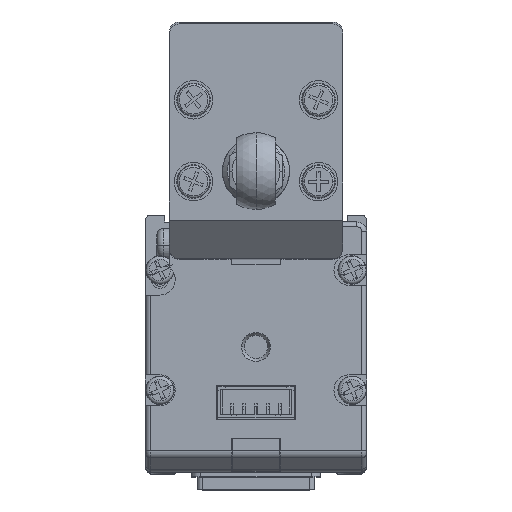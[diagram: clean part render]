
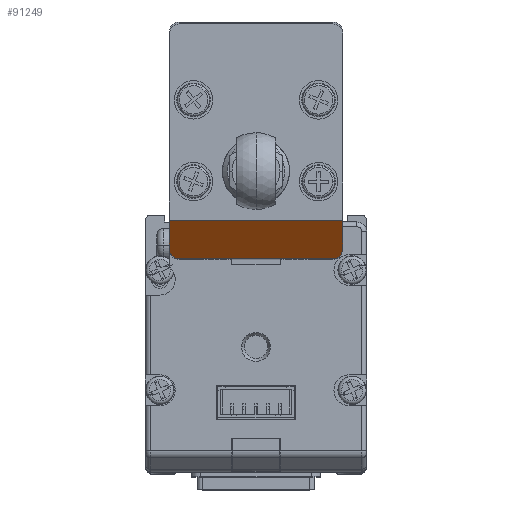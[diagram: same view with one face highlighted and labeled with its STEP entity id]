
A CAD part, top view. The second image highlights one B-rep face of the part: STEP entity #91249.
In plain terms, the highlighted face is planar.
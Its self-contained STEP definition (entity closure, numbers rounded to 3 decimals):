
#3825 = EDGE_CURVE ( 'NONE', #39945, #12664, #60577, .T. ) ;
#5925 = CARTESIAN_POINT ( 'NONE',  ( 4., -8., 126.6 ) ) ;
#6512 = ORIENTED_EDGE ( 'NONE', *, *, #72294, .T. ) ;
#12664 = VERTEX_POINT ( 'NONE', #30590 ) ;
#13374 = DIRECTION ( 'NONE',  ( -0.371, 0., 0.928 ) ) ;
#15505 =( BOUNDED_CURVE ( )  B_SPLINE_CURVE ( 3, ( #17338, #104056, #74789, #5925 ),
 .UNSPECIFIED., .F., .F. ) 
 B_SPLINE_CURVE_WITH_KNOTS ( ( 4, 4 ),
 ( 4.712, 6.283 ),
 .UNSPECIFIED. ) 
 CURVE ( )  GEOMETRIC_REPRESENTATION_ITEM ( )  RATIONAL_B_SPLINE_CURVE ( ( 1., 0.805, 0.805, 1. ) ) 
 REPRESENTATION_ITEM ( '' )  );
#17338 = CARTESIAN_POINT ( 'NONE',  ( 3., -9., 129.1 ) ) ;
#19850 = EDGE_CURVE ( 'NONE', #107361, #90801, #95130, .T. ) ;
#21151 = CARTESIAN_POINT ( 'NONE',  ( 3.586, 9., 127.636 ) ) ;
#21412 = ORIENTED_EDGE ( 'NONE', *, *, #3825, .F. ) ;
#22492 = DIRECTION ( 'NONE',  ( 0., 1., 0. ) ) ;
#25783 = VECTOR ( 'NONE', #22492, 1000. ) ;
#27714 = ORIENTED_EDGE ( 'NONE', *, *, #84879, .T. ) ;
#30590 = CARTESIAN_POINT ( 'NONE',  ( 0., -9., 136.6 ) ) ;
#31405 = CARTESIAN_POINT ( 'NONE',  ( 0., 9., 136.6 ) ) ;
#39945 = VERTEX_POINT ( 'NONE', #53408 ) ;
#41831 = VECTOR ( 'NONE', #13374, 1000. ) ;
#44993 = DIRECTION ( 'NONE',  ( 0., 1., 0. ) ) ;
#45987 = DIRECTION ( 'NONE',  ( 0.371, 0., -0.928 ) ) ;
#46171 = CARTESIAN_POINT ( 'NONE',  ( 4., 8., 126.6 ) ) ;
#51385 = EDGE_CURVE ( 'NONE', #114434, #80823, #93195, .T. ) ;
#53408 = CARTESIAN_POINT ( 'NONE',  ( 3., -9., 129.1 ) ) ;
#56479 = FACE_OUTER_BOUND ( 'NONE', #87302, .T. ) ;
#59444 =( BOUNDED_CURVE ( )  B_SPLINE_CURVE ( 3, ( #108442, #87448, #21151, #60044 ),
 .UNSPECIFIED., .F., .F. ) 
 B_SPLINE_CURVE_WITH_KNOTS ( ( 4, 4 ),
 ( 0., 1.571 ),
 .UNSPECIFIED. ) 
 CURVE ( )  GEOMETRIC_REPRESENTATION_ITEM ( )  RATIONAL_B_SPLINE_CURVE ( ( 1., 0.805, 0.805, 1. ) ) 
 REPRESENTATION_ITEM ( '' )  );
#60044 = CARTESIAN_POINT ( 'NONE',  ( 3., 9., 129.1 ) ) ;
#60577 = LINE ( 'NONE', #61846, #41831 ) ;
#61846 = CARTESIAN_POINT ( 'NONE',  ( 20.552, -9., 85.221 ) ) ;
#63845 = CARTESIAN_POINT ( 'NONE',  ( 4., -9., 126.6 ) ) ;
#64195 = CARTESIAN_POINT ( 'NONE',  ( 4., -5.5, 126.6 ) ) ;
#65772 = CARTESIAN_POINT ( 'NONE',  ( 4., 9., 126.6 ) ) ;
#68178 = CARTESIAN_POINT ( 'NONE',  ( 3., 9., 129.1 ) ) ;
#72294 = EDGE_CURVE ( 'NONE', #114434, #90801, #59444, .T. ) ;
#74789 = CARTESIAN_POINT ( 'NONE',  ( 4., -8.586, 126.6 ) ) ;
#75030 = VECTOR ( 'NONE', #45987, 1000. ) ;
#80670 = VECTOR ( 'NONE', #114713, 1000. ) ;
#80823 = VERTEX_POINT ( 'NONE', #110502 ) ;
#84879 = EDGE_CURVE ( 'NONE', #39945, #80823, #15505, .T. ) ;
#85159 = PLANE ( 'NONE',  #85402 ) ;
#85402 = AXIS2_PLACEMENT_3D ( 'NONE', #64195, #122155, #44993 ) ;
#87302 = EDGE_LOOP ( 'NONE', ( #21412, #27714, #87906, #6512, #114036, #118728 ) ) ;
#87448 = CARTESIAN_POINT ( 'NONE',  ( 4., 8.586, 126.6 ) ) ;
#87727 = CARTESIAN_POINT ( 'NONE',  ( 0., 9., 136.6 ) ) ;
#87906 = ORIENTED_EDGE ( 'NONE', *, *, #51385, .F. ) ;
#90801 = VERTEX_POINT ( 'NONE', #68178 ) ;
#91249 = ADVANCED_FACE ( 'NONE', ( #56479 ), #85159, .T. ) ;
#93195 = LINE ( 'NONE', #63845, #80670 ) ;
#95130 = LINE ( 'NONE', #65772, #75030 ) ;
#103794 = EDGE_CURVE ( 'NONE', #12664, #107361, #107911, .T. ) ;
#104056 = CARTESIAN_POINT ( 'NONE',  ( 3.586, -9., 127.636 ) ) ;
#107361 = VERTEX_POINT ( 'NONE', #87727 ) ;
#107911 = LINE ( 'NONE', #31405, #25783 ) ;
#108442 = CARTESIAN_POINT ( 'NONE',  ( 4., 8., 126.6 ) ) ;
#110502 = CARTESIAN_POINT ( 'NONE',  ( 4., -8., 126.6 ) ) ;
#114036 = ORIENTED_EDGE ( 'NONE', *, *, #19850, .F. ) ;
#114434 = VERTEX_POINT ( 'NONE', #46171 ) ;
#114713 = DIRECTION ( 'NONE',  ( 0., -1., 0. ) ) ;
#118728 = ORIENTED_EDGE ( 'NONE', *, *, #103794, .F. ) ;
#122155 = DIRECTION ( 'NONE',  ( 0.928, 0., 0.371 ) ) ;
